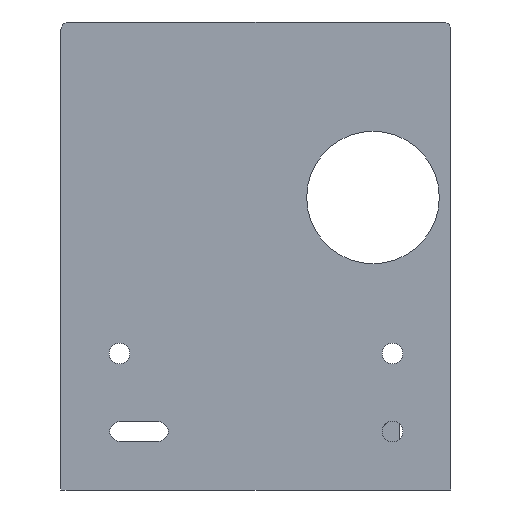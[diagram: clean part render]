
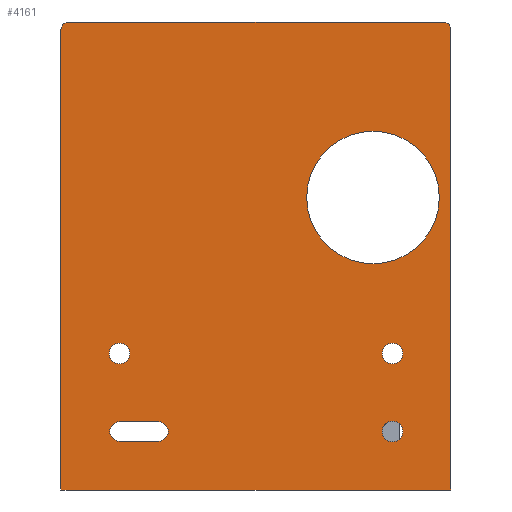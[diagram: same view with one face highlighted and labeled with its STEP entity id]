
A CAD part, front view. The second image highlights one B-rep face of the part: STEP entity #4161.
In plain terms, the highlighted planar face has unit normal (0, -1, 0).
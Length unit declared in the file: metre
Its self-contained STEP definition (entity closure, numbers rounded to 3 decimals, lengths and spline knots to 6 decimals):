
#238=CIRCLE('',#4476,0.00265);
#240=CIRCLE('',#4479,0.00265);
#242=CIRCLE('',#4482,0.00265);
#299=CIRCLE('',#4573,0.0025);
#300=CIRCLE('',#4574,0.0025);
#301=CIRCLE('',#4575,0.002);
#302=CIRCLE('',#4576,0.002);
#303=CIRCLE('',#4577,0.017);
#818=ORIENTED_EDGE('',*,*,#1737,.F.);
#819=ORIENTED_EDGE('',*,*,#1735,.F.);
#820=ORIENTED_EDGE('',*,*,#1733,.F.);
#821=ORIENTED_EDGE('',*,*,#1883,.F.);
#822=ORIENTED_EDGE('',*,*,#1884,.T.);
#823=ORIENTED_EDGE('',*,*,#1885,.T.);
#824=ORIENTED_EDGE('',*,*,#1886,.T.);
#825=ORIENTED_EDGE('',*,*,#1887,.F.);
#826=ORIENTED_EDGE('',*,*,#1888,.T.);
#827=ORIENTED_EDGE('',*,*,#1880,.T.);
#828=ORIENTED_EDGE('',*,*,#1867,.T.);
#829=ORIENTED_EDGE('',*,*,#1889,.F.);
#830=ORIENTED_EDGE('',*,*,#1890,.T.);
#831=ORIENTED_EDGE('',*,*,#1891,.F.);
#1733=EDGE_CURVE('',#2258,#2258,#238,.F.);
#1735=EDGE_CURVE('',#2260,#2260,#240,.F.);
#1737=EDGE_CURVE('',#2262,#2262,#242,.F.);
#1867=EDGE_CURVE('',#2365,#2370,#2708,.T.);
#1880=EDGE_CURVE('',#2383,#2365,#2721,.T.);
#1883=EDGE_CURVE('',#2384,#2385,#2724,.T.);
#1884=EDGE_CURVE('',#2384,#2386,#299,.T.);
#1885=EDGE_CURVE('',#2386,#2387,#2725,.T.);
#1886=EDGE_CURVE('',#2387,#2385,#300,.T.);
#1887=EDGE_CURVE('',#2388,#2389,#2726,.T.);
#1888=EDGE_CURVE('',#2388,#2383,#301,.F.);
#1889=EDGE_CURVE('',#2390,#2370,#2727,.T.);
#1890=EDGE_CURVE('',#2390,#2389,#302,.F.);
#1891=EDGE_CURVE('',#2391,#2391,#303,.T.);
#2258=VERTEX_POINT('',#6573);
#2260=VERTEX_POINT('',#6578);
#2262=VERTEX_POINT('',#6583);
#2365=VERTEX_POINT('',#6869);
#2370=VERTEX_POINT('',#6878);
#2383=VERTEX_POINT('',#6906);
#2384=VERTEX_POINT('',#6911);
#2385=VERTEX_POINT('',#6912);
#2386=VERTEX_POINT('',#6914);
#2387=VERTEX_POINT('',#6916);
#2388=VERTEX_POINT('',#6919);
#2389=VERTEX_POINT('',#6920);
#2390=VERTEX_POINT('',#6923);
#2391=VERTEX_POINT('',#6926);
#2708=LINE('',#6879,#3054);
#2721=LINE('',#6905,#3067);
#2724=LINE('',#6910,#3070);
#2725=LINE('',#6915,#3071);
#2726=LINE('',#6918,#3072);
#2727=LINE('',#6922,#3073);
#3054=VECTOR('',#5477,1.);
#3067=VECTOR('',#5492,1.);
#3070=VECTOR('',#5497,1.);
#3071=VECTOR('',#5500,1.);
#3072=VECTOR('',#5503,1.);
#3073=VECTOR('',#5506,1.);
#3314=EDGE_LOOP('',(#818));
#3315=EDGE_LOOP('',(#819));
#3316=EDGE_LOOP('',(#820));
#3317=EDGE_LOOP('',(#821,#822,#823,#824));
#3318=EDGE_LOOP('',(#825,#826,#827,#828,#829,#830));
#3319=EDGE_LOOP('',(#831));
#3686=FACE_BOUND('',#3314,.T.);
#3687=FACE_BOUND('',#3315,.T.);
#3688=FACE_BOUND('',#3316,.T.);
#3689=FACE_BOUND('',#3317,.T.);
#3690=FACE_BOUND('',#3318,.T.);
#3691=FACE_BOUND('',#3319,.T.);
#3974=PLANE('',#4572);
#4161=ADVANCED_FACE('',(#3686,#3687,#3688,#3689,#3690,#3691),#3974,.F.);
#4476=AXIS2_PLACEMENT_3D('',#6572,#5225,#5226);
#4479=AXIS2_PLACEMENT_3D('',#6577,#5231,#5232);
#4482=AXIS2_PLACEMENT_3D('',#6582,#5237,#5238);
#4572=AXIS2_PLACEMENT_3D('',#6909,#5495,#5496);
#4573=AXIS2_PLACEMENT_3D('',#6913,#5498,#5499);
#4574=AXIS2_PLACEMENT_3D('',#6917,#5501,#5502);
#4575=AXIS2_PLACEMENT_3D('',#6921,#5504,#5505);
#4576=AXIS2_PLACEMENT_3D('',#6924,#5507,#5508);
#4577=AXIS2_PLACEMENT_3D('',#6925,#5509,#5510);
#5225=DIRECTION('',(0.,1.,0.));
#5226=DIRECTION('',(0.,0.,1.));
#5231=DIRECTION('',(0.,1.,0.));
#5232=DIRECTION('',(0.,0.,1.));
#5237=DIRECTION('',(0.,1.,0.));
#5238=DIRECTION('',(0.,0.,1.));
#5477=DIRECTION('',(1.,0.,0.));
#5492=DIRECTION('',(0.,0.,-1.));
#5495=DIRECTION('',(0.,1.,0.));
#5496=DIRECTION('',(0.,0.,1.));
#5497=DIRECTION('',(1.,0.,0.));
#5498=DIRECTION('',(0.,1.,0.));
#5499=DIRECTION('',(0.,0.,1.));
#5500=DIRECTION('',(1.,0.,0.));
#5501=DIRECTION('',(0.,1.,0.));
#5502=DIRECTION('',(0.,0.,1.));
#5503=DIRECTION('',(1.,0.,0.));
#5504=DIRECTION('',(0.,1.,0.));
#5505=DIRECTION('',(0.,0.,1.));
#5506=DIRECTION('',(0.,0.,-1.));
#5507=DIRECTION('',(0.,1.,0.));
#5508=DIRECTION('',(0.,0.,1.));
#5509=DIRECTION('',(0.,-1.,0.));
#5510=DIRECTION('',(0.,0.,-1.));
#6572=CARTESIAN_POINT('',(-0.035,0.003,0.035));
#6573=CARTESIAN_POINT('',(-0.035,0.003,0.03765));
#6577=CARTESIAN_POINT('',(0.035,0.003,0.035));
#6578=CARTESIAN_POINT('',(0.035,0.003,0.03765));
#6582=CARTESIAN_POINT('',(0.035,0.003,0.015));
#6583=CARTESIAN_POINT('',(0.035,0.003,0.01765));
#6869=CARTESIAN_POINT('',(-0.05,0.003,0.));
#6878=CARTESIAN_POINT('',(0.05,0.003,0.));
#6879=CARTESIAN_POINT('',(0.,0.003,0.));
#6905=CARTESIAN_POINT('',(-0.05,0.003,0.005));
#6906=CARTESIAN_POINT('',(-0.05,0.003,0.118));
#6909=CARTESIAN_POINT('',(0.,0.003,0.005));
#6910=CARTESIAN_POINT('',(0.,0.003,0.0125));
#6911=CARTESIAN_POINT('',(-0.035,0.003,0.0125));
#6912=CARTESIAN_POINT('',(-0.025,0.003,0.0125));
#6913=CARTESIAN_POINT('',(-0.035,0.003,0.015));
#6914=CARTESIAN_POINT('',(-0.035,0.003,0.0175));
#6915=CARTESIAN_POINT('',(0.,0.003,0.0175));
#6916=CARTESIAN_POINT('',(-0.025,0.003,0.0175));
#6917=CARTESIAN_POINT('',(-0.025,0.003,0.015));
#6918=CARTESIAN_POINT('',(-0.0195,0.003,0.12));
#6919=CARTESIAN_POINT('',(-0.048,0.003,0.12));
#6920=CARTESIAN_POINT('',(0.048,0.003,0.12));
#6921=CARTESIAN_POINT('',(-0.048,0.003,0.118));
#6922=CARTESIAN_POINT('',(0.05,0.003,0.005));
#6923=CARTESIAN_POINT('',(0.05,0.003,0.118));
#6924=CARTESIAN_POINT('',(0.048,0.003,0.118));
#6925=CARTESIAN_POINT('',(0.03,0.003,0.075));
#6926=CARTESIAN_POINT('',(0.03,0.003,0.058));
